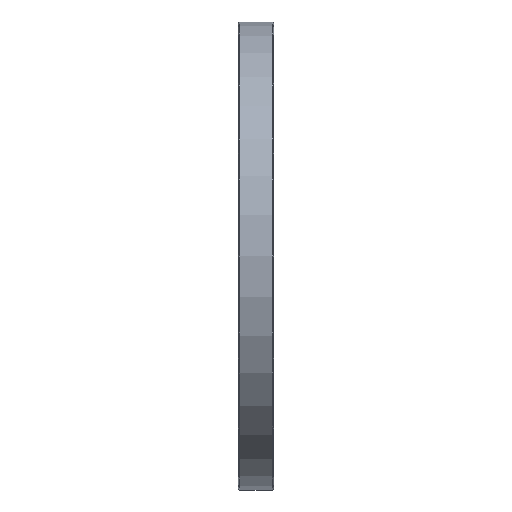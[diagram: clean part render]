
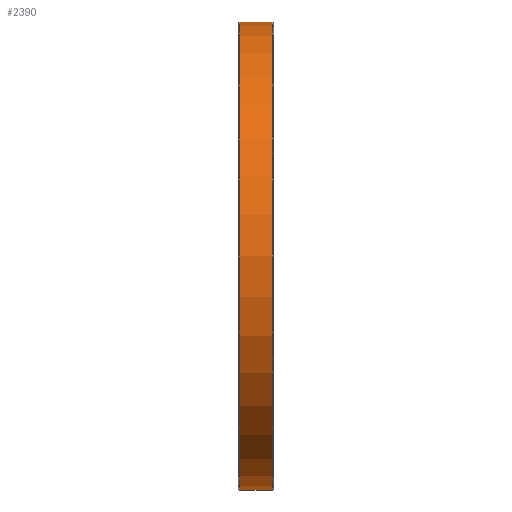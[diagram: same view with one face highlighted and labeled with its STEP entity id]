
A CAD part, left-side view. The second image highlights one B-rep face of the part: STEP entity #2390.
In plain terms, the highlighted cylindrical face has radius 16 mm (diameter 32 mm), a partial arc.
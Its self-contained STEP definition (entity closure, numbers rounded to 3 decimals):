
#105 = VERTEX_POINT ( 'NONE', #8492 ) ;
#126 = DIRECTION ( 'NONE',  ( 0., -1., 0. ) ) ;
#127 = ORIENTED_EDGE ( 'NONE', *, *, #3358, .T. ) ;
#223 = EDGE_LOOP ( 'NONE', ( #6745, #8205, #127, #2337 ) ) ;
#362 = VERTEX_POINT ( 'NONE', #369 ) ;
#369 = CARTESIAN_POINT ( 'NONE',  ( 0., 0.1, 16. ) ) ;
#709 = CARTESIAN_POINT ( 'NONE',  ( 0., 0.1, 0. ) ) ;
#778 = DIRECTION ( 'NONE',  ( 0., 0., 1. ) ) ;
#824 = VECTOR ( 'NONE', #7831, 1000. ) ;
#2337 = ORIENTED_EDGE ( 'NONE', *, *, #4934, .T. ) ;
#2390 = ADVANCED_FACE ( 'NONE', ( #6009 ), #3395, .T. ) ;
#3064 = VECTOR ( 'NONE', #126, 1000. ) ;
#3262 = CARTESIAN_POINT ( 'NONE',  ( 0., 2.4, 0. ) ) ;
#3343 = AXIS2_PLACEMENT_3D ( 'NONE', #4081, #6782, #778 ) ;
#3358 = EDGE_CURVE ( 'NONE', #5021, #105, #7127, .T. ) ;
#3395 = CYLINDRICAL_SURFACE ( 'NONE', #7216, 16. ) ;
#3433 = VERTEX_POINT ( 'NONE', #5138 ) ;
#4081 = CARTESIAN_POINT ( 'NONE',  ( 0., 2.3, 0. ) ) ;
#4767 = CIRCLE ( 'NONE', #3343, 16. ) ;
#4934 = EDGE_CURVE ( 'NONE', #105, #362, #5889, .T. ) ;
#5021 = VERTEX_POINT ( 'NONE', #5852 ) ;
#5138 = CARTESIAN_POINT ( 'NONE',  ( 0., 2.3, 16. ) ) ;
#5364 = EDGE_CURVE ( 'NONE', #3433, #362, #8021, .T. ) ;
#5852 = CARTESIAN_POINT ( 'NONE',  ( 0., 2.3, -16. ) ) ;
#5889 = CIRCLE ( 'NONE', #7443, 16. ) ;
#6009 = FACE_OUTER_BOUND ( 'NONE', #223, .T. ) ;
#6054 = DIRECTION ( 'NONE',  ( 0., -1., 0. ) ) ;
#6553 = CARTESIAN_POINT ( 'NONE',  ( 0., 2.4, -16. ) ) ;
#6661 = DIRECTION ( 'NONE',  ( 0., 0., 1. ) ) ;
#6712 = EDGE_CURVE ( 'NONE', #3433, #5021, #4767, .T. ) ;
#6745 = ORIENTED_EDGE ( 'NONE', *, *, #5364, .F. ) ;
#6782 = DIRECTION ( 'NONE',  ( 0., -1., 0. ) ) ;
#7127 = LINE ( 'NONE', #6553, #824 ) ;
#7216 = AXIS2_PLACEMENT_3D ( 'NONE', #3262, #6054, #7244 ) ;
#7244 = DIRECTION ( 'NONE',  ( 0., 0., -1. ) ) ;
#7365 = DIRECTION ( 'NONE',  ( 0., 1., 0. ) ) ;
#7443 = AXIS2_PLACEMENT_3D ( 'NONE', #709, #7365, #6661 ) ;
#7831 = DIRECTION ( 'NONE',  ( 0., -1., 0. ) ) ;
#8021 = LINE ( 'NONE', #8153, #3064 ) ;
#8153 = CARTESIAN_POINT ( 'NONE',  ( 0., 2.4, 16. ) ) ;
#8205 = ORIENTED_EDGE ( 'NONE', *, *, #6712, .T. ) ;
#8492 = CARTESIAN_POINT ( 'NONE',  ( 0., 0.1, -16. ) ) ;
